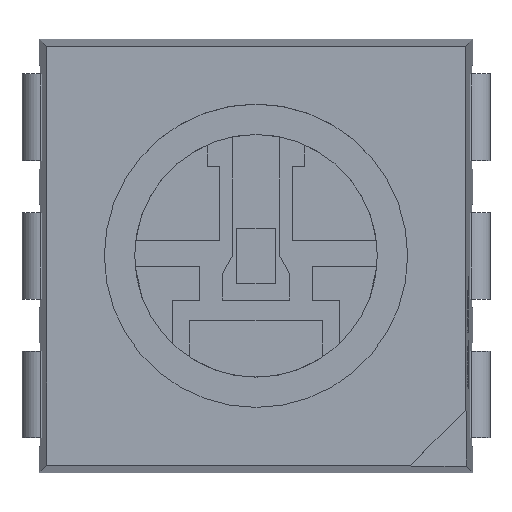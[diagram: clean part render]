
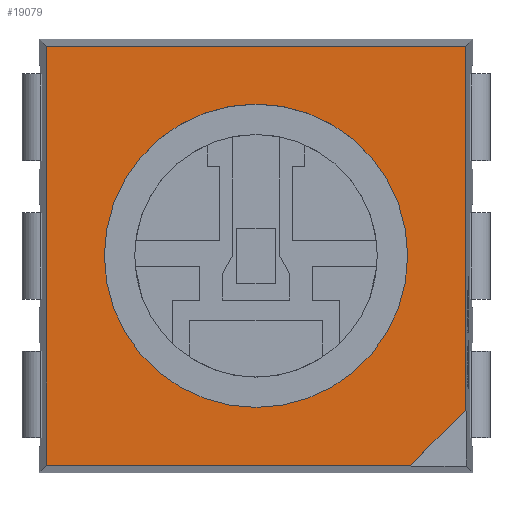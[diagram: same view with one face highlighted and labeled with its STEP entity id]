
A CAD part, top view. The second image highlights one B-rep face of the part: STEP entity #19079.
In plain terms, the highlighted planar face has unit normal (0, 0, 1).
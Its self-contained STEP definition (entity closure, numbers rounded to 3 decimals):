
#141 = CARTESIAN_POINT ( 'NONE',  ( 0., 0., 1.6 ) ) ;
#559 = CIRCLE ( 'NONE', #13084, 1.75 ) ;
#883 = VERTEX_POINT ( 'NONE', #14380 ) ;
#1348 = VECTOR ( 'NONE', #16064, 1000. ) ;
#1402 = LINE ( 'NONE', #8316, #8062 ) ;
#1513 = EDGE_LOOP ( 'NONE', ( #5740, #7898, #19951, #17169, #11075 ) ) ;
#2005 = VECTOR ( 'NONE', #21147, 1000. ) ;
#2169 = DIRECTION ( 'NONE',  ( 1., 0., 0. ) ) ;
#2497 = VERTEX_POINT ( 'NONE', #8081 ) ;
#3502 = DIRECTION ( 'NONE',  ( 1., 0., 0. ) ) ;
#4665 = LINE ( 'NONE', #8246, #18033 ) ;
#5068 = FACE_BOUND ( 'NONE', #14812, .T. ) ;
#5740 = ORIENTED_EDGE ( 'NONE', *, *, #15740, .F. ) ;
#6050 = LINE ( 'NONE', #14367, #1348 ) ;
#6321 = EDGE_CURVE ( 'NONE', #19762, #2497, #1402, .T. ) ;
#7033 = ORIENTED_EDGE ( 'NONE', *, *, #9604, .F. ) ;
#7339 = CARTESIAN_POINT ( 'NONE',  ( 2.416, 2.5, 1.6 ) ) ;
#7388 = AXIS2_PLACEMENT_3D ( 'NONE', #17557, #8650, #2169 ) ;
#7441 = EDGE_CURVE ( 'NONE', #9396, #11616, #6050, .T. ) ;
#7898 = ORIENTED_EDGE ( 'NONE', *, *, #18870, .T. ) ;
#8062 = VECTOR ( 'NONE', #15206, 1000. ) ;
#8081 = CARTESIAN_POINT ( 'NONE',  ( 1.784, -2.416, 1.6 ) ) ;
#8246 = CARTESIAN_POINT ( 'NONE',  ( 1.784, -2.416, 1.6 ) ) ;
#8316 = CARTESIAN_POINT ( 'NONE',  ( -2.5, -2.416, 1.6 ) ) ;
#8650 = DIRECTION ( 'NONE',  ( 0., 0., 1. ) ) ;
#8747 = LINE ( 'NONE', #12231, #15220 ) ;
#8896 = CIRCLE ( 'NONE', #21460, 1.75 ) ;
#8997 = LINE ( 'NONE', #7339, #2005 ) ;
#9396 = VERTEX_POINT ( 'NONE', #19368 ) ;
#9604 = EDGE_CURVE ( 'NONE', #16635, #21690, #8896, .T. ) ;
#10220 = PLANE ( 'NONE',  #7388 ) ;
#10294 = ORIENTED_EDGE ( 'NONE', *, *, #14617, .F. ) ;
#11075 = ORIENTED_EDGE ( 'NONE', *, *, #6321, .T. ) ;
#11251 = CARTESIAN_POINT ( 'NONE',  ( -2.416, 2.416, 1.6 ) ) ;
#11616 = VERTEX_POINT ( 'NONE', #11251 ) ;
#12016 = DIRECTION ( 'NONE',  ( 0., 0., 1. ) ) ;
#12231 = CARTESIAN_POINT ( 'NONE',  ( -2.416, 2.5, 1.6 ) ) ;
#13084 = AXIS2_PLACEMENT_3D ( 'NONE', #15190, #12016, #3502 ) ;
#14319 = CARTESIAN_POINT ( 'NONE',  ( 1.75, 0., 1.6 ) ) ;
#14367 = CARTESIAN_POINT ( 'NONE',  ( -2.5, 2.416, 1.6 ) ) ;
#14380 = CARTESIAN_POINT ( 'NONE',  ( 2.416, -1.784, 1.6 ) ) ;
#14617 = EDGE_CURVE ( 'NONE', #21690, #16635, #559, .T. ) ;
#14812 = EDGE_LOOP ( 'NONE', ( #10294, #7033 ) ) ;
#15190 = CARTESIAN_POINT ( 'NONE',  ( 0., 0., 1.6 ) ) ;
#15206 = DIRECTION ( 'NONE',  ( 1., 0., 0. ) ) ;
#15220 = VECTOR ( 'NONE', #15964, 1000. ) ;
#15441 = DIRECTION ( 'NONE',  ( 0., 0., 1. ) ) ;
#15740 = EDGE_CURVE ( 'NONE', #883, #2497, #4665, .T. ) ;
#15964 = DIRECTION ( 'NONE',  ( 0., -1., 0. ) ) ;
#16064 = DIRECTION ( 'NONE',  ( -1., 0., 0. ) ) ;
#16635 = VERTEX_POINT ( 'NONE', #18277 ) ;
#17169 = ORIENTED_EDGE ( 'NONE', *, *, #17985, .T. ) ;
#17557 = CARTESIAN_POINT ( 'NONE',  ( 0., 0., 1.6 ) ) ;
#17951 = CARTESIAN_POINT ( 'NONE',  ( -2.416, -2.416, 1.6 ) ) ;
#17985 = EDGE_CURVE ( 'NONE', #11616, #19762, #8747, .T. ) ;
#18033 = VECTOR ( 'NONE', #20062, 1000. ) ;
#18277 = CARTESIAN_POINT ( 'NONE',  ( -1.75, 0., 1.6 ) ) ;
#18800 = FACE_OUTER_BOUND ( 'NONE', #1513, .T. ) ;
#18809 = DIRECTION ( 'NONE',  ( 1., 0., 0. ) ) ;
#18870 = EDGE_CURVE ( 'NONE', #883, #9396, #8997, .T. ) ;
#19079 = ADVANCED_FACE ( 'NONE', ( #18800, #5068 ), #10220, .T. ) ;
#19368 = CARTESIAN_POINT ( 'NONE',  ( 2.416, 2.416, 1.6 ) ) ;
#19762 = VERTEX_POINT ( 'NONE', #17951 ) ;
#19951 = ORIENTED_EDGE ( 'NONE', *, *, #7441, .T. ) ;
#20062 = DIRECTION ( 'NONE',  ( -0.707, -0.707, 0. ) ) ;
#21147 = DIRECTION ( 'NONE',  ( 0., 1., 0. ) ) ;
#21460 = AXIS2_PLACEMENT_3D ( 'NONE', #141, #15441, #18809 ) ;
#21690 = VERTEX_POINT ( 'NONE', #14319 ) ;
